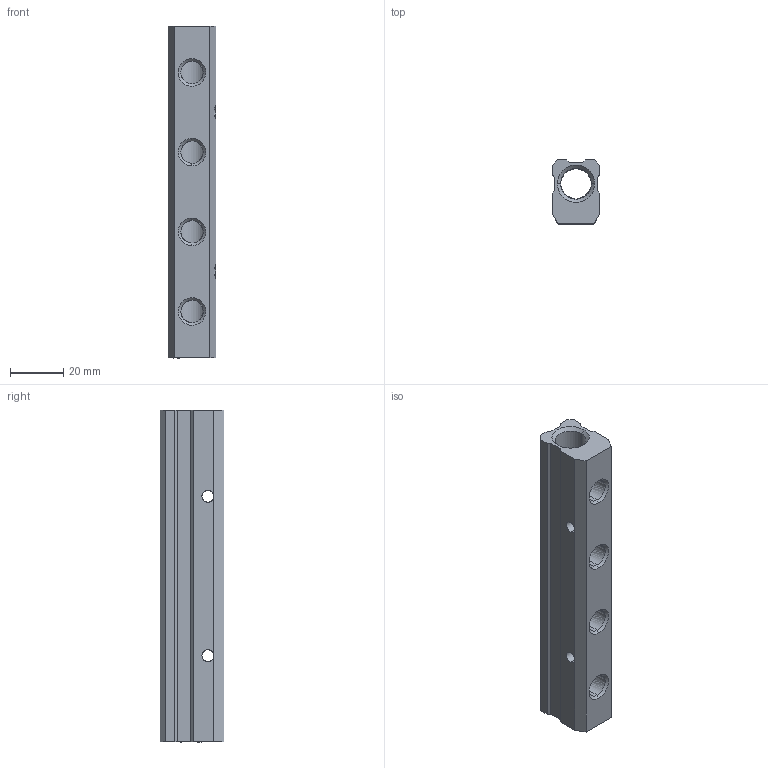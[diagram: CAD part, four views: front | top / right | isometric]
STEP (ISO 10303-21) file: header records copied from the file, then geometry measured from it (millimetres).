
FILE_DESCRIPTION (( 'STEP AP214' ), '1' );
FILE_NAME ('DRF.2F02.4F01.STEP', '2018-09-05T10:12:24', ( '' ), ( '' ), 'SwSTEP 2.0', 'SolidWorks 2018', '' );
FILE_SCHEMA (( 'AUTOMOTIVE_DESIGN' ));
Length unit declared in the file: millimetre
Products named in the file (1): DRF.2F02.4F01
Bounding box: 18 x 24 x 125 mm (x, y, z)
Volume: 33843 mm3; surface area: 16258.6 mm2
Topology: 1 solids, 1 shells, 58 faces, 158 edges, 100 vertices
Faces by surface type: bspline 58
Entity records: 3158 total; most frequent: CARTESIAN_POINT 2190, ORIENTED_EDGE 316, EDGE_CURVE 158, B_SPLINE_CURVE_WITH_KNOTS 131, VERTEX_POINT 100, EDGE_LOOP 70, ADVANCED_FACE 58, FACE_OUTER_BOUND 58
